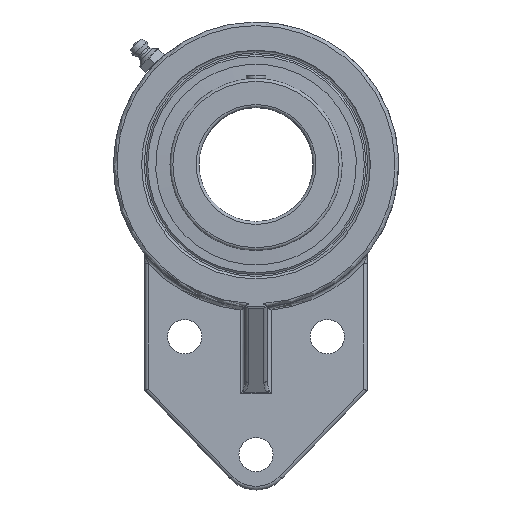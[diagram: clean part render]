
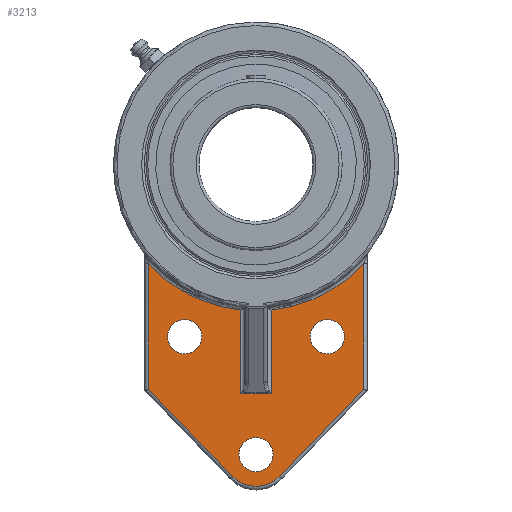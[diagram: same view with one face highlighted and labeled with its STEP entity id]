
A CAD part, top view. The second image highlights one B-rep face of the part: STEP entity #3213.
In plain terms, the highlighted planar face has unit normal (0, 0, 1).
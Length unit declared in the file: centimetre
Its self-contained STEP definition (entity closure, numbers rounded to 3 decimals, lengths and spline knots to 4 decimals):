
#1634=CARTESIAN_POINT('',(-0.527,-8.0363,1.7));
#1635=VERTEX_POINT('',#1634);
#2159=CARTESIAN_POINT('',(0.527,-8.0363,1.7));
#2160=VERTEX_POINT('',#2159);
#2362=CARTESIAN_POINT('',(-4.0397,-8.0363,1.7));
#2363=DIRECTION('',(1.,0.,-0.));
#2364=VECTOR('',#2363,8.0794);
#2365=LINE('',#2362,#2364);
#2366=EDGE_CURVE('',#1635,#2160,#2365,.T.);
#2379=CARTESIAN_POINT('',(0.527,-5.0998,1.7));
#2380=VERTEX_POINT('',#2379);
#2381=CARTESIAN_POINT('',(0.527,-11.5397,1.7));
#2382=DIRECTION('',(-0.,1.,0.));
#2383=VECTOR('',#2382,8.3513);
#2384=LINE('',#2381,#2383);
#2385=EDGE_CURVE('',#2160,#2380,#2384,.T.);
#2416=CARTESIAN_POINT('',(-0.527,-5.0998,1.7));
#2417=VERTEX_POINT('',#2416);
#2435=CARTESIAN_POINT('',(-0.527,-3.1884,1.7));
#2436=DIRECTION('',(0.,-1.,0.));
#2437=VECTOR('',#2436,8.3513);
#2438=LINE('',#2435,#2437);
#2439=EDGE_CURVE('',#2417,#1635,#2438,.T.);
#2452=CARTESIAN_POINT('',(3.773,-3.4714,1.7));
#2453=VERTEX_POINT('',#2452);
#2461=CARTESIAN_POINT('',(3.773,-7.8684,1.7));
#2462=VERTEX_POINT('',#2461);
#2463=CARTESIAN_POINT('',(3.773,-2.9889,1.7));
#2464=DIRECTION('',(0.,-1.,0.));
#2465=VECTOR('',#2464,8.5508);
#2466=LINE('',#2463,#2465);
#2467=EDGE_CURVE('',#2453,#2462,#2466,.T.);
#2745=CARTESIAN_POINT('',(-0.8222,-10.924,1.7));
#2746=VERTEX_POINT('',#2745);
#2754=CARTESIAN_POINT('',(-3.773,-7.8684,1.7));
#2755=VERTEX_POINT('',#2754);
#2756=CARTESIAN_POINT('',(-0.2276,-11.5397,1.7));
#2757=DIRECTION('',(-0.695,0.719,0.));
#2758=VECTOR('',#2757,5.7417);
#2759=LINE('',#2756,#2758);
#2760=EDGE_CURVE('',#2746,#2755,#2759,.T.);
#2785=CARTESIAN_POINT('',(-3.773,-3.4714,1.7));
#2786=VERTEX_POINT('',#2785);
#2803=CARTESIAN_POINT('',(-3.773,-11.5397,1.7));
#2804=DIRECTION('',(0.,1.,-0.));
#2805=VECTOR('',#2804,8.5508);
#2806=LINE('',#2803,#2805);
#2807=EDGE_CURVE('',#2755,#2786,#2806,.T.);
#3052=CARTESIAN_POINT('',(0.8222,-10.924,1.7));
#3053=VERTEX_POINT('',#3052);
#3061=CARTESIAN_POINT('',(0.,-10.13,1.7));
#3062=DIRECTION('',(0.,-0.,-1.));
#3063=DIRECTION('',(0.,-1.,0.));
#3064=AXIS2_PLACEMENT_3D('',#3061,#3062,#3063);
#3065=CIRCLE('',#3064,1.143);
#3066=EDGE_CURVE('',#3053,#2746,#3065,.T.);
#3084=CARTESIAN_POINT('',(4.2161,-7.4095,1.7));
#3085=DIRECTION('',(-0.695,-0.719,0.));
#3086=VECTOR('',#3085,5.7417);
#3087=LINE('',#3084,#3086);
#3088=EDGE_CURVE('',#2462,#3053,#3087,.T.);
#3139=CARTESIAN_POINT('',(0.,0.,1.7));
#3140=DIRECTION('',(0.,0.,1.));
#3141=DIRECTION('',(0.468,-0.884,0.));
#3142=AXIS2_PLACEMENT_3D('',#3139,#3140,#3141);
#3143=CIRCLE('',#3142,5.127);
#3144=EDGE_CURVE('',#2380,#2453,#3143,.T.);
#3157=CARTESIAN_POINT('',(-0.,-3.0168,1.7));
#3158=DIRECTION('',(0.,0.,1.));
#3159=DIRECTION('',(1.,0.,0.));
#3160=AXIS2_PLACEMENT_3D('',#3157,#3158,#3159);
#3161=PLANE('',#3160);
#3162=CARTESIAN_POINT('',(1.9,-6.03,1.7));
#3163=VERTEX_POINT('',#3162);
#3164=CARTESIAN_POINT('',(2.5,-6.03,1.7));
#3165=DIRECTION('',(0.,0.,-1.));
#3166=DIRECTION('',(1.,0.,0.));
#3167=AXIS2_PLACEMENT_3D('',#3164,#3165,#3166);
#3168=CIRCLE('',#3167,0.6);
#3169=EDGE_CURVE('',#3163,#3163,#3168,.T.);
#3170=ORIENTED_EDGE('',*,*,#3169,.T.);
#3171=EDGE_LOOP('',(#3170));
#3172=FACE_BOUND('',#3171,.T.);
#3173=CARTESIAN_POINT('',(-0.6,-10.16,1.7));
#3174=VERTEX_POINT('',#3173);
#3175=CARTESIAN_POINT('',(0.,-10.16,1.7));
#3176=DIRECTION('',(0.,0.,-1.));
#3177=DIRECTION('',(1.,0.,0.));
#3178=AXIS2_PLACEMENT_3D('',#3175,#3176,#3177);
#3179=CIRCLE('',#3178,0.6);
#3180=EDGE_CURVE('',#3174,#3174,#3179,.T.);
#3181=ORIENTED_EDGE('',*,*,#3180,.T.);
#3182=EDGE_LOOP('',(#3181));
#3183=FACE_BOUND('',#3182,.T.);
#3184=CARTESIAN_POINT('',(-3.1,-6.03,1.7));
#3185=VERTEX_POINT('',#3184);
#3186=CARTESIAN_POINT('',(-2.5,-6.03,1.7));
#3187=DIRECTION('',(0.,0.,-1.));
#3188=DIRECTION('',(1.,0.,0.));
#3189=AXIS2_PLACEMENT_3D('',#3186,#3187,#3188);
#3190=CIRCLE('',#3189,0.6);
#3191=EDGE_CURVE('',#3185,#3185,#3190,.T.);
#3192=ORIENTED_EDGE('',*,*,#3191,.T.);
#3193=EDGE_LOOP('',(#3192));
#3194=FACE_BOUND('',#3193,.T.);
#3195=ORIENTED_EDGE('',*,*,#2385,.F.);
#3196=ORIENTED_EDGE('',*,*,#2366,.F.);
#3197=ORIENTED_EDGE('',*,*,#2439,.F.);
#3198=CARTESIAN_POINT('',(0.,0.,1.7));
#3199=DIRECTION('',(0.,0.,1.));
#3200=DIRECTION('',(-0.468,-0.884,0.));
#3201=AXIS2_PLACEMENT_3D('',#3198,#3199,#3200);
#3202=CIRCLE('',#3201,5.127);
#3203=EDGE_CURVE('',#2786,#2417,#3202,.T.);
#3204=ORIENTED_EDGE('',*,*,#3203,.F.);
#3205=ORIENTED_EDGE('',*,*,#2807,.F.);
#3206=ORIENTED_EDGE('',*,*,#2760,.F.);
#3207=ORIENTED_EDGE('',*,*,#3066,.F.);
#3208=ORIENTED_EDGE('',*,*,#3088,.F.);
#3209=ORIENTED_EDGE('',*,*,#2467,.F.);
#3210=ORIENTED_EDGE('',*,*,#3144,.F.);
#3211=EDGE_LOOP('',(#3195,#3196,#3197,#3204,#3205,#3206,#3207,#3208,#3209,#3210));
#3212=FACE_BOUND('',#3211,.T.);
#3213=ADVANCED_FACE('',(#3172,#3183,#3194,#3212),#3161,.T.);
